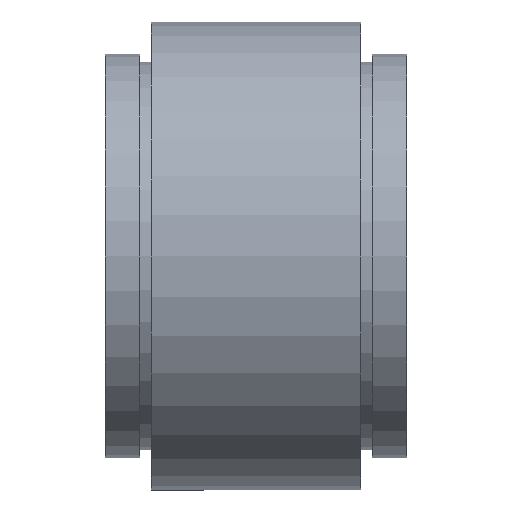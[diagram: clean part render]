
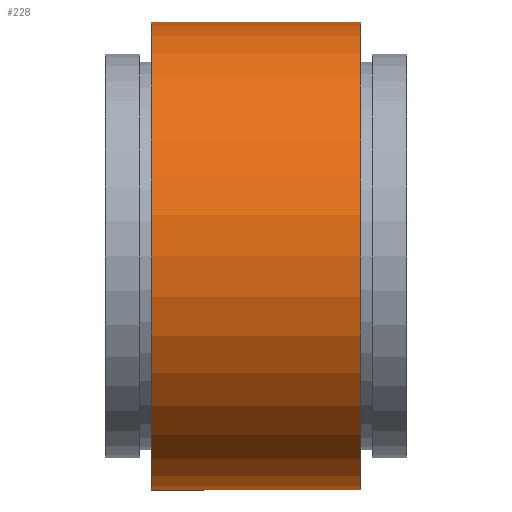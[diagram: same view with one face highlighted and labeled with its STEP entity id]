
A CAD part, front view. The second image highlights one B-rep face of the part: STEP entity #228.
In plain terms, the highlighted cylindrical face has radius 15.25 mm (diameter 30.5 mm), a partial arc.
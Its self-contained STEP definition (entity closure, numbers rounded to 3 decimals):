
#11 = AXIS2_PLACEMENT_3D ( 'NONE', #208, #164, #415 ) ;
#33 = CARTESIAN_POINT ( 'NONE',  ( 9.84, 0., 0. ) ) ;
#37 = EDGE_CURVE ( 'NONE', #243, #140, #85, .T. ) ;
#48 = DIRECTION ( 'NONE',  ( 1., 0., 0. ) ) ;
#49 = ORIENTED_EDGE ( 'NONE', *, *, #367, .F. ) ;
#54 = CARTESIAN_POINT ( 'NONE',  ( 6.84, 0., -15.25 ) ) ;
#78 = DIRECTION ( 'NONE',  ( 1., 0., 0. ) ) ;
#81 = EDGE_LOOP ( 'NONE', ( #519, #289, #515, #49 ) ) ;
#85 = CIRCLE ( 'NONE', #435, 15.25 ) ;
#100 = DIRECTION ( 'NONE',  ( 0., 0., -1. ) ) ;
#128 = VECTOR ( 'NONE', #48, 1000. ) ;
#132 = CARTESIAN_POINT ( 'NONE',  ( 9.84, 0., -15.25 ) ) ;
#137 = CARTESIAN_POINT ( 'NONE',  ( 9.84, 0., 15.25 ) ) ;
#140 = VERTEX_POINT ( 'NONE', #318 ) ;
#153 = VECTOR ( 'NONE', #216, 1000. ) ;
#161 = CARTESIAN_POINT ( 'NONE',  ( -6.84, 0., 15.25 ) ) ;
#164 = DIRECTION ( 'NONE',  ( 1., 0., 0. ) ) ;
#180 = AXIS2_PLACEMENT_3D ( 'NONE', #33, #78, #244 ) ;
#208 = CARTESIAN_POINT ( 'NONE',  ( 6.84, 0., 0. ) ) ;
#216 = DIRECTION ( 'NONE',  ( 1., 0., 0. ) ) ;
#228 = ADVANCED_FACE ( 'NONE', ( #283 ), #234, .T. ) ;
#234 = CYLINDRICAL_SURFACE ( 'NONE', #180, 15.25 ) ;
#243 = VERTEX_POINT ( 'NONE', #161 ) ;
#244 = DIRECTION ( 'NONE',  ( 0., 0., -1. ) ) ;
#267 = CARTESIAN_POINT ( 'NONE',  ( -6.84, 0., 0. ) ) ;
#283 = FACE_OUTER_BOUND ( 'NONE', #81, .T. ) ;
#289 = ORIENTED_EDGE ( 'NONE', *, *, #37, .T. ) ;
#318 = CARTESIAN_POINT ( 'NONE',  ( -6.84, 0., -15.25 ) ) ;
#336 = VERTEX_POINT ( 'NONE', #498 ) ;
#353 = EDGE_CURVE ( 'NONE', #140, #493, #492, .T. ) ;
#367 = EDGE_CURVE ( 'NONE', #336, #493, #478, .T. ) ;
#415 = DIRECTION ( 'NONE',  ( 0., 0., -1. ) ) ;
#418 = EDGE_CURVE ( 'NONE', #243, #336, #424, .T. ) ;
#424 = LINE ( 'NONE', #137, #153 ) ;
#435 = AXIS2_PLACEMENT_3D ( 'NONE', #267, #479, #100 ) ;
#478 = CIRCLE ( 'NONE', #11, 15.25 ) ;
#479 = DIRECTION ( 'NONE',  ( 1., 0., 0. ) ) ;
#492 = LINE ( 'NONE', #132, #128 ) ;
#493 = VERTEX_POINT ( 'NONE', #54 ) ;
#498 = CARTESIAN_POINT ( 'NONE',  ( 6.84, 0., 15.25 ) ) ;
#515 = ORIENTED_EDGE ( 'NONE', *, *, #353, .T. ) ;
#519 = ORIENTED_EDGE ( 'NONE', *, *, #418, .F. ) ;
